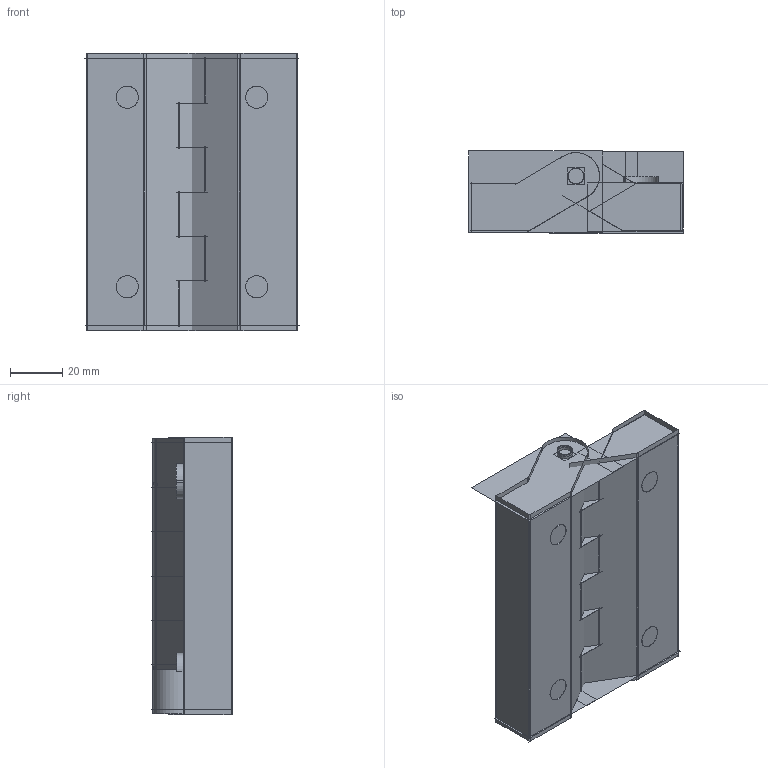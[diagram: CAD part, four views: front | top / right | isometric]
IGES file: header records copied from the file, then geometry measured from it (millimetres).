
Start section:  PTC IGES file: S026066556.igs
Global section: file name: S026066556.igs; native system: Pro/ENGINEER by Parametric Technology Corporation; preprocessor: 2005310; author: RCRU51; organization: Unknown; date: 080325.115705; units: millimetre
Bounding box: 81.96 x 31.2 x 106.08 mm (x, y, z)
Surface area: 106874.4 mm2 (no closed solid volume)
Topology: 0 solids, 0 shells, 152 faces, 2212 edges, 2896 vertices
Faces by surface type: bspline 80, revolution 72
